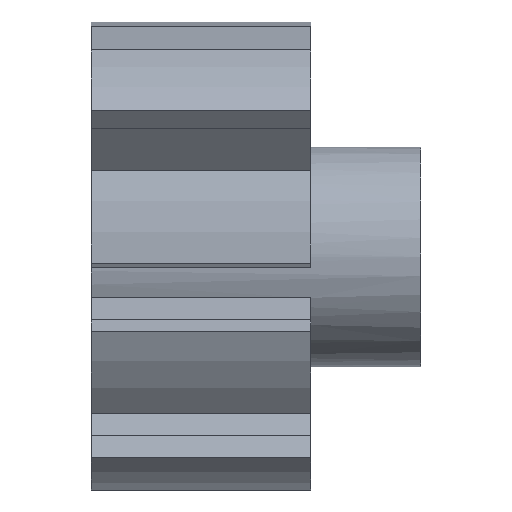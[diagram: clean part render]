
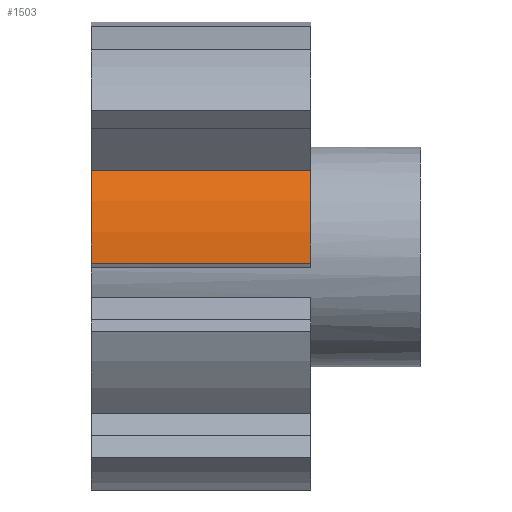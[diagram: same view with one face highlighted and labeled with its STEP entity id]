
A CAD part, left-side view. The second image highlights one B-rep face of the part: STEP entity #1503.
In plain terms, the highlighted cylindrical face has radius 15 mm (diameter 30 mm), a partial arc.
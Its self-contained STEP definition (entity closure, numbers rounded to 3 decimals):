
#26=CYLINDRICAL_SURFACE('',#1641,15.);
#102=LINE('',#2413,#250);
#103=LINE('',#2417,#251);
#250=VECTOR('',#1925,10.);
#251=VECTOR('',#1930,10.);
#374=FACE_OUTER_BOUND('',#457,.T.);
#457=EDGE_LOOP('',(#1096,#1097,#1098,#1099));
#522=CIRCLE('',#1585,15.);
#557=CIRCLE('',#1642,15.);
#608=VERTEX_POINT('',#2241);
#609=VERTEX_POINT('',#2243);
#676=VERTEX_POINT('',#2411);
#677=VERTEX_POINT('',#2415);
#760=EDGE_CURVE('',#609,#608,#522,.T.);
#841=EDGE_CURVE('',#608,#676,#102,.T.);
#842=EDGE_CURVE('',#677,#676,#557,.T.);
#843=EDGE_CURVE('',#609,#677,#103,.T.);
#1096=ORIENTED_EDGE('',*,*,#760,.T.);
#1097=ORIENTED_EDGE('',*,*,#841,.T.);
#1098=ORIENTED_EDGE('',*,*,#842,.F.);
#1099=ORIENTED_EDGE('',*,*,#843,.F.);
#1503=ADVANCED_FACE('',(#374),#26,.T.);
#1585=AXIS2_PLACEMENT_3D('',#2244,#1767,#1768);
#1641=AXIS2_PLACEMENT_3D('',#2414,#1926,#1927);
#1642=AXIS2_PLACEMENT_3D('',#2416,#1928,#1929);
#1767=DIRECTION('center_axis',(0.,1.,0.));
#1768=DIRECTION('ref_axis',(-1.,0.,-0.027));
#1925=DIRECTION('',(0.,1.,0.));
#1926=DIRECTION('center_axis',(0.,1.,0.));
#1927=DIRECTION('ref_axis',(-1.,0.,-0.027));
#1928=DIRECTION('center_axis',(0.,1.,0.));
#1929=DIRECTION('ref_axis',(-1.,0.,-0.027));
#1930=DIRECTION('',(0.,1.,0.));
#2241=CARTESIAN_POINT('',(-13.953,0.,5.501));
#2243=CARTESIAN_POINT('',(-14.995,0.,-0.407));
#2244=CARTESIAN_POINT('Origin',(0.,0.,-0.005));
#2411=CARTESIAN_POINT('',(-13.953,14.,5.501));
#2413=CARTESIAN_POINT('',(-13.953,0.,5.501));
#2414=CARTESIAN_POINT('Origin',(0.,0.,-0.005));
#2415=CARTESIAN_POINT('',(-14.995,14.,-0.407));
#2416=CARTESIAN_POINT('Origin',(0.,14.,-0.005));
#2417=CARTESIAN_POINT('',(-14.995,0.,-0.407));
